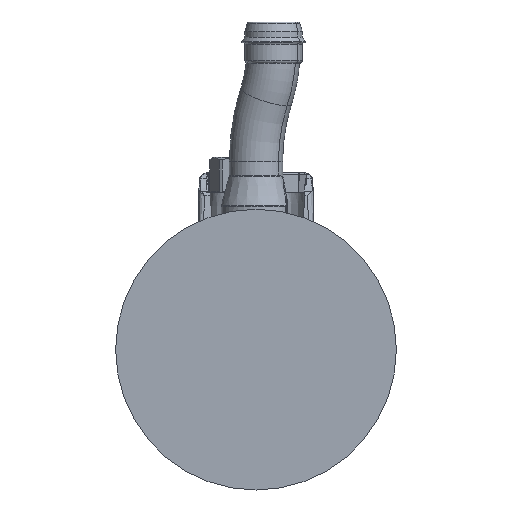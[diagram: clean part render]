
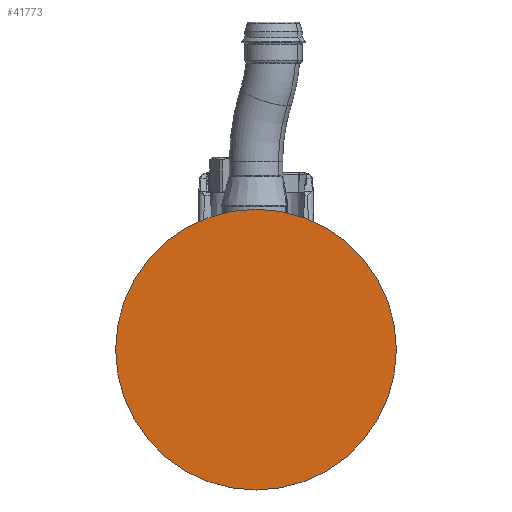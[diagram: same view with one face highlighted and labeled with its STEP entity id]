
A CAD part, front view. The second image highlights one B-rep face of the part: STEP entity #41773.
In plain terms, the highlighted planar face has unit normal (0, -1, 0).
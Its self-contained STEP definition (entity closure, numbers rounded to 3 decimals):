
#41593=CARTESIAN_POINT('',(0.,-70.49,1.2));
#41594=DIRECTION('',(0.,1.,0.));
#41595=DIRECTION('',(1.,0.,0.));
#41596=AXIS2_PLACEMENT_3D('',#41593,#41594,#41595);
#41598=CARTESIAN_POINT('',(0.,-70.49,1.2));
#41599=DIRECTION('',(0.,1.,0.));
#41600=DIRECTION('',(-1.,0.,0.));
#41601=AXIS2_PLACEMENT_3D('',#41598,#41599,#41600);
#41611=CARTESIAN_POINT('',(60.6,-70.49,1.2));
#41612=CARTESIAN_POINT('',(-60.6,-70.49,1.2));
#41613=VERTEX_POINT('',#41611);
#41614=VERTEX_POINT('',#41612);
#41764=CARTESIAN_POINT('',(0.,-70.49,1.2));
#41765=DIRECTION('',(0.,-1.,0.));
#41766=DIRECTION('',(-1.,0.,0.));
#41767=AXIS2_PLACEMENT_3D('',#41764,#41765,#41766);
#41768=PLANE('',#41767);
#41769=ORIENTED_EDGE('',*,*,#41752,.T.);
#41770=ORIENTED_EDGE('',*,*,#41729,.T.);
#41771=EDGE_LOOP('',(#41769,#41770));
#41772=FACE_OUTER_BOUND('',#41771,.F.);
#41773=ADVANCED_FACE('',(#41772),#41768,.T.);
#41597=CIRCLE('',#41596,60.6);
#41602=CIRCLE('',#41601,60.6);
#41729=EDGE_CURVE('',#41614,#41613,#41602,.T.);
#41752=EDGE_CURVE('',#41613,#41614,#41597,.T.);
